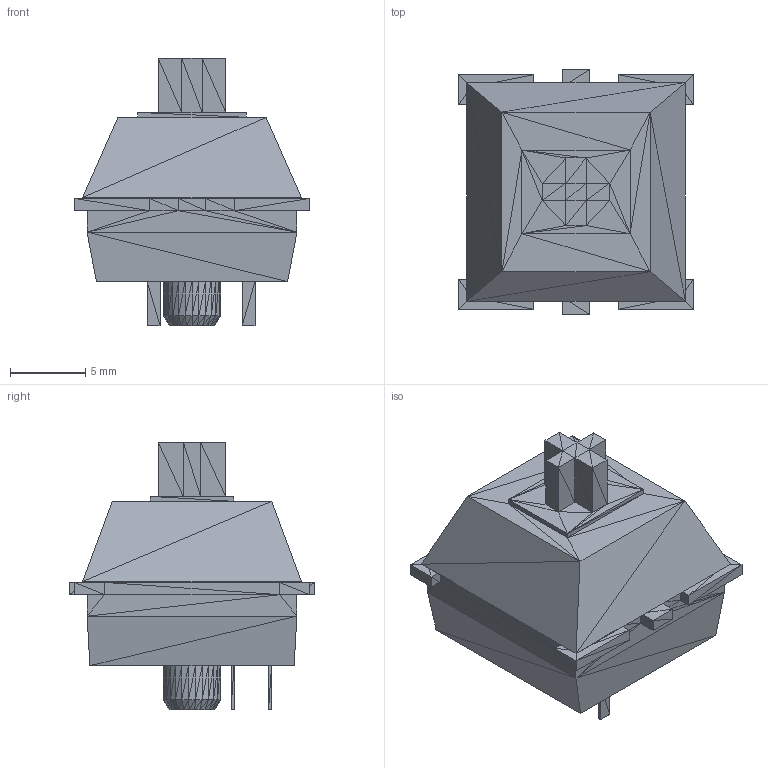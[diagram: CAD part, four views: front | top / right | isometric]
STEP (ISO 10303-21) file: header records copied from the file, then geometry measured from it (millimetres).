
FILE_DESCRIPTION(('FreeCAD Model'),'2;1');
FILE_NAME('button.step', '2019-08-09T12:40:18',('Author'),(''), 'Open CASCADE STEP processor 7.3','FreeCAD','Unknown');
FILE_SCHEMA(('AUTOMOTIVE_DESIGN { 1 0 10303 214 1 1 1 1 }'));
Length unit declared in the file: millimetre
Products named in the file (1): MX1A_plate001001
Bounding box: 15.64 x 16.33 x 17.85 mm (x, y, z)
Surface area: 1085.3 mm2 (no closed solid volume)
Topology: 0 solids, 4 shells, 376 faces, 581 edges, 210 vertices
Faces by surface type: plane 376
Entity records: 14325 total; most frequent: CARTESIAN_POINT 2843, DIRECTION 1916, LINE 1162, VECTOR 1162, ORIENTED_EDGE 1128, PCURVE 1128, DEFINITIONAL_REPRESENTATION 1128, EDGE_CURVE 581
